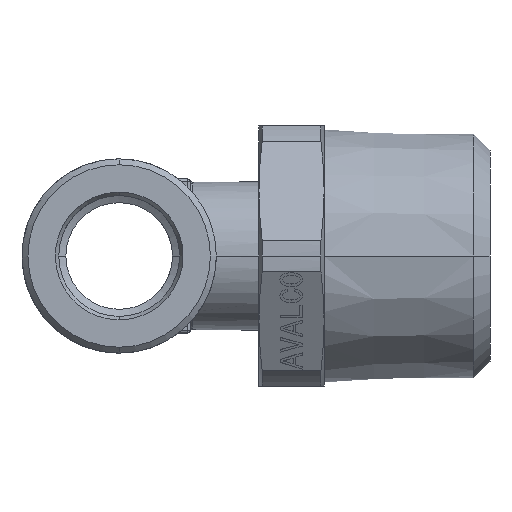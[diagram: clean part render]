
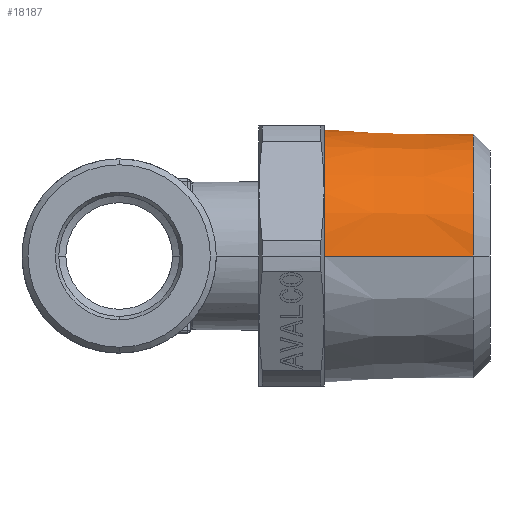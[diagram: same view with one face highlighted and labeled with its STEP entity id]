
A CAD part, left-side view. The second image highlights one B-rep face of the part: STEP entity #18187.
In plain terms, the highlighted conical face has half-angle 1.78 degrees and reference radius 10.485 mm.
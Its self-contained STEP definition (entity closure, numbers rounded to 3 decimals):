
#17746=CARTESIAN_POINT('Vertex',(10.68,-17.3,0.)) ;
#17748=CARTESIAN_POINT('Vertex',(-10.68,-17.3,0.)) ;
#17751=CARTESIAN_POINT('Axis2P3D Location',(0.,-17.3,0.)) ;
#18149=CARTESIAN_POINT('Vertex',(-10.289,-29.9,0.)) ;
#18151=CARTESIAN_POINT('Vertex',(10.289,-29.9,0.)) ;
#18154=CARTESIAN_POINT('Line Origine',(-15536.174,499566.446,0.)) ;
#18159=CARTESIAN_POINT('Line Origine',(15536.174,499566.446,0.)) ;
#18171=CARTESIAN_POINT('Axis2P3D Location',(0.,-23.6,0.)) ;
#18176=CARTESIAN_POINT('Axis2P3D Location',(0.,-29.9,0.)) ;
#17752=DIRECTION('Axis2P3D Direction',(0.,-1.,0.)) ;
#18155=DIRECTION('Vector Direction',(-0.031,1.,0.)) ;
#18160=DIRECTION('Vector Direction',(0.031,1.,0.)) ;
#18172=DIRECTION('Axis2P3D Direction',(0.,1.,0.)) ;
#18173=DIRECTION('Axis2P3D XDirection',(-1.,0.,0.)) ;
#18177=DIRECTION('Axis2P3D Direction',(-0.,1.,0.)) ;
#17753=AXIS2_PLACEMENT_3D('Circle Axis2P3D',#17751,#17752,$) ;
#18174=AXIS2_PLACEMENT_3D('Cone Axis2P3D',#18171,#18172,#18173) ;
#18178=AXIS2_PLACEMENT_3D('Circle Axis2P3D',#18176,#18177,$) ;
#18182=ORIENTED_EDGE('',*,*,#17755,.T.) ;
#18183=ORIENTED_EDGE('',*,*,#18158,.F.) ;
#18184=ORIENTED_EDGE('',*,*,#18180,.T.) ;
#18185=ORIENTED_EDGE('',*,*,#18163,.T.) ;
#18156=VECTOR('Line Direction',#18155,1.) ;
#18161=VECTOR('Line Direction',#18160,1.) ;
#18187=ADVANCED_FACE('PR415B-10R12',(#18186),#18175,.T.) ;
#17754=CIRCLE('generated circle',#17753,10.68) ;
#18179=CIRCLE('generated circle',#18178,10.289) ;
#18175=CONICAL_SURFACE('Cone',#18174,10.484,0.031) ;
#17755=EDGE_CURVE('',#17747,#17749,#17754,.T.) ;
#18158=EDGE_CURVE('',#18150,#17749,#18157,.T.) ;
#18163=EDGE_CURVE('',#18152,#17747,#18162,.T.) ;
#18180=EDGE_CURVE('',#18150,#18152,#18179,.T.) ;
#18181=EDGE_LOOP('',(#18182,#18183,#18184,#18185)) ;
#18186=FACE_OUTER_BOUND('',#18181,.T.) ;
#18157=LINE('Line',#18154,#18156) ;
#18162=LINE('Line',#18159,#18161) ;
#17747=VERTEX_POINT('',#17746) ;
#17749=VERTEX_POINT('',#17748) ;
#18150=VERTEX_POINT('',#18149) ;
#18152=VERTEX_POINT('',#18151) ;
